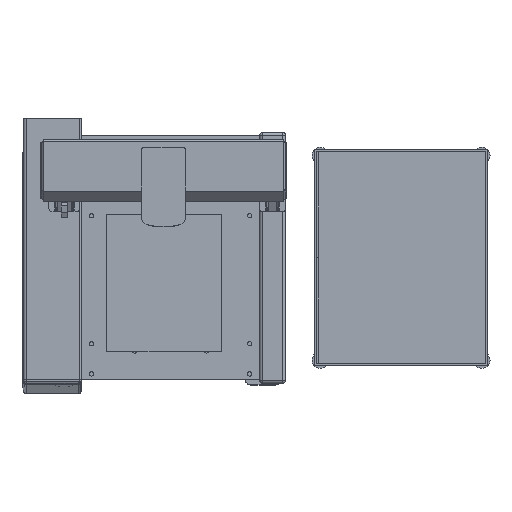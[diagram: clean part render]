
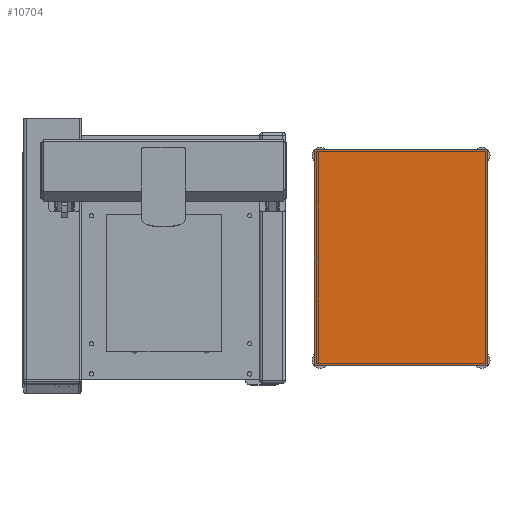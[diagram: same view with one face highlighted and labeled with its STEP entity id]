
A CAD part, top view. The second image highlights one B-rep face of the part: STEP entity #10704.
In plain terms, the highlighted planar face has unit normal (0, 0, 1).
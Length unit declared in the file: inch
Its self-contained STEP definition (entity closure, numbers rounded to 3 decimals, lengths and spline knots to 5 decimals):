
#1803 = EDGE_CURVE ( 'NONE', #50532, #48713, #25548, .T. ) ;
#1818 = DIRECTION ( 'NONE',  ( 1., 0., 0. ) ) ;
#2542 = LINE ( 'NONE', #23411, #31886 ) ;
#3135 = ORIENTED_EDGE ( 'NONE', *, *, #47885, .F. ) ;
#3237 = CARTESIAN_POINT ( 'NONE',  ( -11.81102, 14.76378, 15.35433 ) ) ;
#3674 = CARTESIAN_POINT ( 'NONE',  ( -11.31102, -0.01969, 15.35433 ) ) ;
#4324 = CARTESIAN_POINT ( 'NONE',  ( 11.81102, -14.76378, 15.35433 ) ) ;
#4778 = CARTESIAN_POINT ( 'NONE',  ( 11.81102, -0.01969, 15.35433 ) ) ;
#5880 = EDGE_CURVE ( 'NONE', #17863, #40696, #2542, .T. ) ;
#6057 = VECTOR ( 'NONE', #27452, 39.37008 ) ;
#6177 = DIRECTION ( 'NONE',  ( 0., 1., 0. ) ) ;
#6371 = EDGE_CURVE ( 'NONE', #48209, #43140, #26864, .T. ) ;
#6499 = CARTESIAN_POINT ( 'NONE',  ( -11.81102, 0.01969, 15.35433 ) ) ;
#6504 = EDGE_CURVE ( 'NONE', #44864, #17863, #16385, .T. ) ;
#6639 = ORIENTED_EDGE ( 'NONE', *, *, #29379, .F. ) ;
#8481 = PLANE ( 'NONE',  #11592 ) ;
#8672 = CARTESIAN_POINT ( 'NONE',  ( -11.31102, 0., 15.35433 ) ) ;
#8820 = ORIENTED_EDGE ( 'NONE', *, *, #12439, .F. ) ;
#9648 = EDGE_CURVE ( 'NONE', #39591, #40696, #36526, .T. ) ;
#9737 = CARTESIAN_POINT ( 'NONE',  ( 11.56102, -0.01969, 15.35433 ) ) ;
#10704 = ADVANCED_FACE ( 'NONE', ( #37874 ), #8481, .T. ) ;
#10925 = VECTOR ( 'NONE', #1818, 39.37008 ) ;
#11291 = CARTESIAN_POINT ( 'NONE',  ( 11.81102, 0.01969, 15.35433 ) ) ;
#11587 = VERTEX_POINT ( 'NONE', #4778 ) ;
#11592 = AXIS2_PLACEMENT_3D ( 'NONE', #50169, #25807, #46426 ) ;
#11846 = DIRECTION ( 'NONE',  ( -1., 0., 0. ) ) ;
#12439 = EDGE_CURVE ( 'NONE', #26710, #48713, #46185, .T. ) ;
#12865 = ORIENTED_EDGE ( 'NONE', *, *, #37831, .F. ) ;
#14565 = VERTEX_POINT ( 'NONE', #3237 ) ;
#15546 = LINE ( 'NONE', #51967, #25068 ) ;
#16385 = LINE ( 'NONE', #4324, #19298 ) ;
#17863 = VERTEX_POINT ( 'NONE', #28504 ) ;
#18414 = LINE ( 'NONE', #22692, #30127 ) ;
#18820 = LINE ( 'NONE', #44511, #47521 ) ;
#18948 = ORIENTED_EDGE ( 'NONE', *, *, #6371, .T. ) ;
#19298 = VECTOR ( 'NONE', #11846, 39.37008 ) ;
#20709 = DIRECTION ( 'NONE',  ( 0., -1., 0. ) ) ;
#22692 = CARTESIAN_POINT ( 'NONE',  ( 11.81102, -0.01969, 15.35433 ) ) ;
#22832 = DIRECTION ( 'NONE',  ( 1., 0., 0. ) ) ;
#23411 = CARTESIAN_POINT ( 'NONE',  ( -11.81102, -14.76378, 15.35433 ) ) ;
#25068 = VECTOR ( 'NONE', #31863, 39.37008 ) ;
#25548 = LINE ( 'NONE', #33052, #27556 ) ;
#25807 = DIRECTION ( 'NONE',  ( 0., 0., 1. ) ) ;
#26710 = VERTEX_POINT ( 'NONE', #46291 ) ;
#26864 = LINE ( 'NONE', #6499, #33667 ) ;
#27270 = EDGE_LOOP ( 'NONE', ( #48214, #12865, #42924, #8820, #32530, #6639, #18948, #32274, #32471, #31789, #33541, #3135 ) ) ;
#27452 = DIRECTION ( 'NONE',  ( -1., 0., 0. ) ) ;
#27522 = EDGE_CURVE ( 'NONE', #43140, #39591, #29283, .T. ) ;
#27556 = VECTOR ( 'NONE', #49913, 39.37008 ) ;
#28504 = CARTESIAN_POINT ( 'NONE',  ( -11.81102, -14.76378, 15.35433 ) ) ;
#29203 = CARTESIAN_POINT ( 'NONE',  ( -11.31102, 0.01969, 15.35433 ) ) ;
#29283 = LINE ( 'NONE', #8672, #40038 ) ;
#29379 = EDGE_CURVE ( 'NONE', #48209, #14565, #46895, .T. ) ;
#30127 = VECTOR ( 'NONE', #34497, 39.37008 ) ;
#30621 = DIRECTION ( 'NONE',  ( 0., -1., 0. ) ) ;
#31467 = DIRECTION ( 'NONE',  ( 0., 1., 0. ) ) ;
#31789 = ORIENTED_EDGE ( 'NONE', *, *, #5880, .F. ) ;
#31863 = DIRECTION ( 'NONE',  ( 0., -1., 0. ) ) ;
#31886 = VECTOR ( 'NONE', #31467, 39.37008 ) ;
#32274 = ORIENTED_EDGE ( 'NONE', *, *, #27522, .T. ) ;
#32471 = ORIENTED_EDGE ( 'NONE', *, *, #9648, .T. ) ;
#32530 = ORIENTED_EDGE ( 'NONE', *, *, #36214, .F. ) ;
#33052 = CARTESIAN_POINT ( 'NONE',  ( -11.81102, 0.01969, 15.35433 ) ) ;
#33541 = ORIENTED_EDGE ( 'NONE', *, *, #6504, .F. ) ;
#33667 = VECTOR ( 'NONE', #22832, 39.37008 ) ;
#34497 = DIRECTION ( 'NONE',  ( 0., -1., 0. ) ) ;
#35222 = CARTESIAN_POINT ( 'NONE',  ( 11.56102, 0.01969, 15.35433 ) ) ;
#36214 = EDGE_CURVE ( 'NONE', #14565, #26710, #50568, .T. ) ;
#36526 = LINE ( 'NONE', #44816, #6057 ) ;
#37417 = CARTESIAN_POINT ( 'NONE',  ( -11.81102, 0.01969, 15.35433 ) ) ;
#37831 = EDGE_CURVE ( 'NONE', #50532, #52136, #15546, .T. ) ;
#37874 = FACE_OUTER_BOUND ( 'NONE', #27270, .T. ) ;
#38782 = CARTESIAN_POINT ( 'NONE',  ( -11.81102, 14.76378, 15.35433 ) ) ;
#39591 = VERTEX_POINT ( 'NONE', #3674 ) ;
#40038 = VECTOR ( 'NONE', #20709, 39.37008 ) ;
#40696 = VERTEX_POINT ( 'NONE', #42641 ) ;
#42641 = CARTESIAN_POINT ( 'NONE',  ( -11.81102, -0.01969, 15.35433 ) ) ;
#42880 = CARTESIAN_POINT ( 'NONE',  ( -11.81102, 0.01969, 15.35433 ) ) ;
#42924 = ORIENTED_EDGE ( 'NONE', *, *, #1803, .T. ) ;
#43140 = VERTEX_POINT ( 'NONE', #29203 ) ;
#43966 = DIRECTION ( 'NONE',  ( -1., 0., 0. ) ) ;
#44511 = CARTESIAN_POINT ( 'NONE',  ( 11.81102, -0.01969, 15.35433 ) ) ;
#44816 = CARTESIAN_POINT ( 'NONE',  ( 11.81102, -0.01969, 15.35433 ) ) ;
#44864 = VERTEX_POINT ( 'NONE', #50084 ) ;
#46078 = VECTOR ( 'NONE', #6177, 39.37008 ) ;
#46185 = LINE ( 'NONE', #50180, #50210 ) ;
#46291 = CARTESIAN_POINT ( 'NONE',  ( 11.81102, 14.76378, 15.35433 ) ) ;
#46426 = DIRECTION ( 'NONE',  ( 1., 0., 0. ) ) ;
#46895 = LINE ( 'NONE', #42880, #46078 ) ;
#47521 = VECTOR ( 'NONE', #43966, 39.37008 ) ;
#47885 = EDGE_CURVE ( 'NONE', #11587, #44864, #18414, .T. ) ;
#48209 = VERTEX_POINT ( 'NONE', #37417 ) ;
#48214 = ORIENTED_EDGE ( 'NONE', *, *, #52285, .T. ) ;
#48713 = VERTEX_POINT ( 'NONE', #11291 ) ;
#49913 = DIRECTION ( 'NONE',  ( 1., 0., 0. ) ) ;
#50084 = CARTESIAN_POINT ( 'NONE',  ( 11.81102, -14.76378, 15.35433 ) ) ;
#50169 = CARTESIAN_POINT ( 'NONE',  ( 0., 0.01969, 15.35433 ) ) ;
#50180 = CARTESIAN_POINT ( 'NONE',  ( 11.81102, 14.76378, 15.35433 ) ) ;
#50210 = VECTOR ( 'NONE', #30621, 39.37008 ) ;
#50532 = VERTEX_POINT ( 'NONE', #35222 ) ;
#50568 = LINE ( 'NONE', #38782, #10925 ) ;
#51967 = CARTESIAN_POINT ( 'NONE',  ( 11.56102, 0., 15.35433 ) ) ;
#52136 = VERTEX_POINT ( 'NONE', #9737 ) ;
#52285 = EDGE_CURVE ( 'NONE', #11587, #52136, #18820, .T. ) ;
